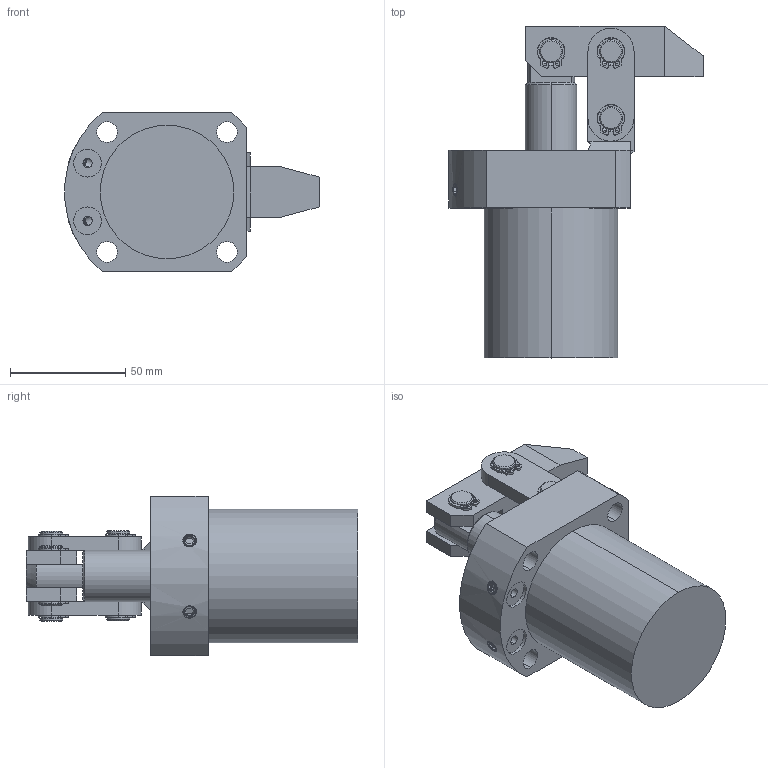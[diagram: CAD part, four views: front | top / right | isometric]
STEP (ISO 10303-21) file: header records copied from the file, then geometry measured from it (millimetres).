
FILE_DESCRIPTION (( 'STEP AP214' ), '1' );
FILE_NAME ('CHLC-FAM40.STEP', '2019-11-25T06:26:22', ( 'Windows' ), ( 'Microsoft' ), 'SwSTEP 2.0', 'SolidWorks 2015', '' );
FILE_SCHEMA (( 'AUTOMOTIVE_DESIGN' ));
Length unit declared in the file: millimetre
Products named in the file (9): M6LS; CHLC-40-08; CHLC-40-06; CHLC-40-04; CHLC-40-03; CHLC-40-02; CHLC-40-01; CHLC-FAM40-05_默认[按加工]; CHLC-FAM40
Assembly tree (18 placements, depth 2):
  CHLC-FAM40
    CHLC-FAM40-05_默认[按加工]
    CHLC-40-01
    CHLC-40-02  x2
    CHLC-40-03  x2
    CHLC-40-04
    CHLC-40-06  x6
    CHLC-40-08
    M6LS  x4
Bounding box: 110.36 x 144 x 69 mm (x, y, z)
Volume: 316855.8 mm3; surface area: 75665 mm2
Topology: 21 solids, 21 shells, 572 faces, 1440 edges, 938 vertices
Faces by surface type: cylinder 287, plane 172, cone 81, bspline 32
Entity records: 18959 total; most frequent: CARTESIAN_POINT 8144, ORIENTED_EDGE 1480, DIRECTION 1424, EDGE_CURVE 740, AXIS2_PLACEMENT_3D 545, VERTEX_POINT 477, EDGE_LOOP 359, VECTOR 334
